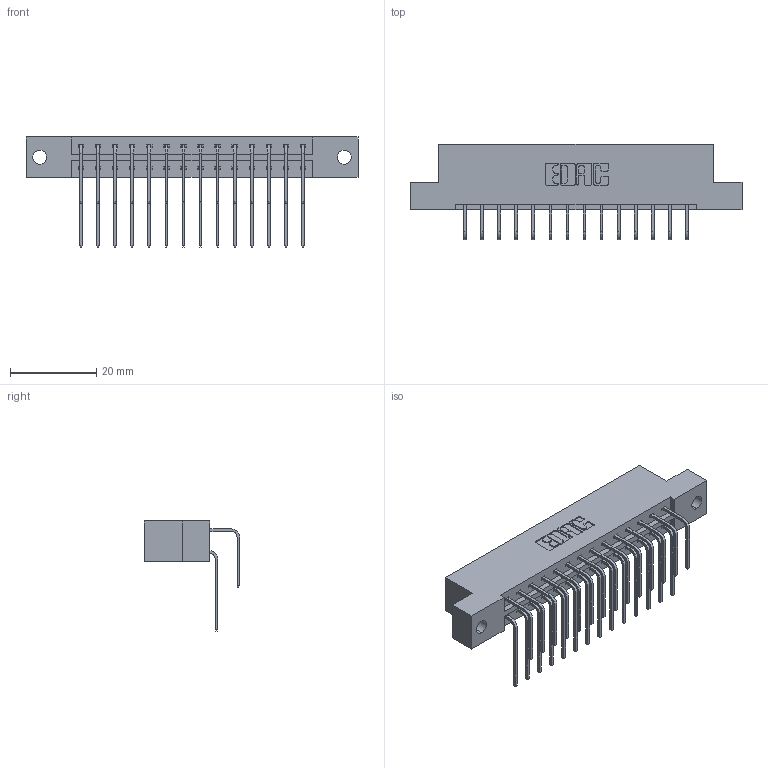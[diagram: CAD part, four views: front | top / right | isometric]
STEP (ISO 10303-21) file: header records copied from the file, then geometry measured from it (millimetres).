
FILE_DESCRIPTION (( 'STEP AP203' ), '1' );
FILE_NAME ('833-028-558-202.STEP', '2020-06-02T09:46:26', ( '' ), ( '' ), 'SwSTEP 2.0', 'SolidWorks 2020', '' );
FILE_SCHEMA (( 'CONFIG_CONTROL_DESIGN' ));
Length unit declared in the file: inch
Products named in the file (4): 833-028-558-202; 833 Part_Flush - .128 Dia; 345-292-001_558 Tail - 2; 345-292-001_558 559 Tail - 1
Assembly tree (29 placements, depth 2):
  833-028-558-202
    833 Part_Flush - .128 Dia
    345-292-001_558 559 Tail - 1  x14
    345-292-001_558 Tail - 2  x14
Bounding box: 77.01 x 22.17 x 25.53 mm (x, y, z)
Volume: 7725.6 mm3; surface area: 9363.9 mm2
Topology: 29 solids, 29 shells, 1626 faces, 4819 edges, 3174 vertices
Faces by surface type: plane 1134, cylinder 492
Entity records: 14415 total; most frequent: CARTESIAN_POINT 2473, ORIENTED_EDGE 2358, DIRECTION 2143, EDGE_CURVE 1179, LINE 1011, VECTOR 1011, VERTEX_POINT 782, AXIS2_PLACEMENT_3D 566
